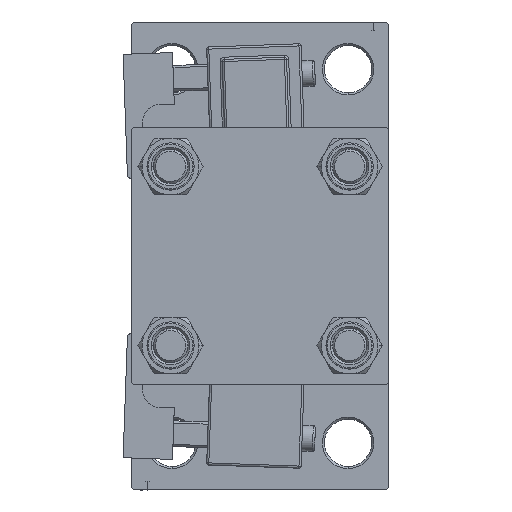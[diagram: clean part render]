
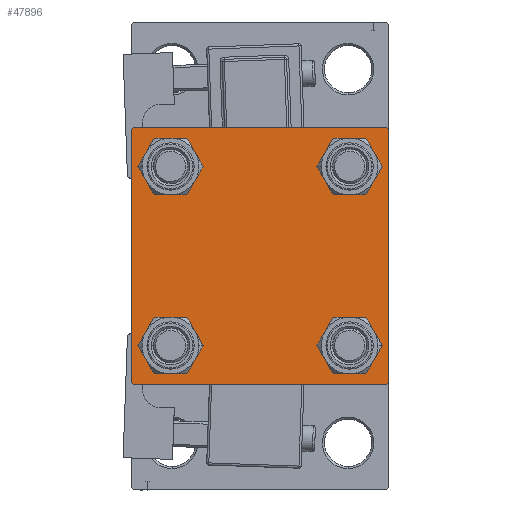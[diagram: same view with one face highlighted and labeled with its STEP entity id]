
A CAD part, left-side view. The second image highlights one B-rep face of the part: STEP entity #47896.
In plain terms, the highlighted planar face has unit normal (-1, 0, 0).
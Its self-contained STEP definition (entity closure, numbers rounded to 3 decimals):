
#418 = DIRECTION ( 'NONE',  ( 1., 0., 0. ) ) ;
#561 = CARTESIAN_POINT ( 'NONE',  ( 0., 20.85, 20.85 ) ) ;
#636 = VERTEX_POINT ( 'NONE', #2762 ) ;
#946 = AXIS2_PLACEMENT_3D ( 'NONE', #40151, #20459, #3751 ) ;
#1863 = EDGE_CURVE ( 'NONE', #9135, #15608, #46480, .T. ) ;
#2193 = DIRECTION ( 'NONE',  ( 0., 0., 1. ) ) ;
#2205 = CARTESIAN_POINT ( 'NONE',  ( 0., 29.5, -30. ) ) ;
#2606 = LINE ( 'NONE', #47789, #23509 ) ;
#2617 = EDGE_CURVE ( 'NONE', #9074, #45902, #24448, .T. ) ;
#2762 = CARTESIAN_POINT ( 'NONE',  ( 0., 29.5, 30. ) ) ;
#3401 = ORIENTED_EDGE ( 'NONE', *, *, #1863, .T. ) ;
#3751 = DIRECTION ( 'NONE',  ( 0., 0., 1. ) ) ;
#4029 = AXIS2_PLACEMENT_3D ( 'NONE', #50655, #46674, #50918 ) ;
#5062 = DIRECTION ( 'NONE',  ( 1., 0., 0. ) ) ;
#5161 = DIRECTION ( 'NONE',  ( 1., 0., 0. ) ) ;
#5444 = VERTEX_POINT ( 'NONE', #50154 ) ;
#6290 = ORIENTED_EDGE ( 'NONE', *, *, #27703, .F. ) ;
#6493 = AXIS2_PLACEMENT_3D ( 'NONE', #28377, #44845, #8465 ) ;
#6819 = ORIENTED_EDGE ( 'NONE', *, *, #37660, .T. ) ;
#6904 = CIRCLE ( 'NONE', #946, 4.5 ) ;
#7119 = DIRECTION ( 'NONE',  ( 0., 0.707, -0.707 ) ) ;
#7330 = ORIENTED_EDGE ( 'NONE', *, *, #7465, .T. ) ;
#7465 = EDGE_CURVE ( 'NONE', #25760, #10061, #47228, .T. ) ;
#8333 = ORIENTED_EDGE ( 'NONE', *, *, #17304, .T. ) ;
#8465 = DIRECTION ( 'NONE',  ( 0., 0., 1. ) ) ;
#9074 = VERTEX_POINT ( 'NONE', #9591 ) ;
#9135 = VERTEX_POINT ( 'NONE', #39474 ) ;
#9591 = CARTESIAN_POINT ( 'NONE',  ( 0., -20.85, 16.35 ) ) ;
#10061 = VERTEX_POINT ( 'NONE', #43811 ) ;
#10717 = EDGE_CURVE ( 'NONE', #48157, #38126, #12073, .T. ) ;
#11070 = VECTOR ( 'NONE', #14408, 1000. ) ;
#11080 = LINE ( 'NONE', #39771, #50744 ) ;
#11235 = AXIS2_PLACEMENT_3D ( 'NONE', #20601, #418, #30085 ) ;
#11616 = FACE_BOUND ( 'NONE', #26525, .T. ) ;
#12073 = CIRCLE ( 'NONE', #11235, 4.5 ) ;
#12999 = ORIENTED_EDGE ( 'NONE', *, *, #20776, .T. ) ;
#13514 = CARTESIAN_POINT ( 'NONE',  ( 0., 20.85, 25.35 ) ) ;
#13642 = CARTESIAN_POINT ( 'NONE',  ( 0., -20.85, 20.85 ) ) ;
#13717 = CARTESIAN_POINT ( 'NONE',  ( 0., 20.85, -25.35 ) ) ;
#14117 = VECTOR ( 'NONE', #34645, 1000. ) ;
#14276 = DIRECTION ( 'NONE',  ( 0., 0.707, 0.707 ) ) ;
#14408 = DIRECTION ( 'NONE',  ( 0., -0.707, 0.707 ) ) ;
#15105 = ORIENTED_EDGE ( 'NONE', *, *, #40341, .T. ) ;
#15608 = VERTEX_POINT ( 'NONE', #25657 ) ;
#15965 = ORIENTED_EDGE ( 'NONE', *, *, #45771, .T. ) ;
#16127 = CARTESIAN_POINT ( 'NONE',  ( 0., 0., 0. ) ) ;
#16366 = VERTEX_POINT ( 'NONE', #13514 ) ;
#17022 = AXIS2_PLACEMENT_3D ( 'NONE', #16127, #27824, #48303 ) ;
#17304 = EDGE_CURVE ( 'NONE', #16366, #5444, #30038, .T. ) ;
#18167 = LINE ( 'NONE', #25639, #14117 ) ;
#19041 = VERTEX_POINT ( 'NONE', #19511 ) ;
#19511 = CARTESIAN_POINT ( 'NONE',  ( 0., -30., -29.5 ) ) ;
#19568 = FACE_BOUND ( 'NONE', #28949, .T. ) ;
#20452 = CARTESIAN_POINT ( 'NONE',  ( 0., -20.85, -20.85 ) ) ;
#20459 = DIRECTION ( 'NONE',  ( 1., 0., 0. ) ) ;
#20601 = CARTESIAN_POINT ( 'NONE',  ( 0., 20.85, -20.85 ) ) ;
#20708 = DIRECTION ( 'NONE',  ( 0., 0., 1. ) ) ;
#20776 = EDGE_CURVE ( 'NONE', #30730, #41832, #26666, .T. ) ;
#20830 = CARTESIAN_POINT ( 'NONE',  ( 0., 30., 30. ) ) ;
#21623 = LINE ( 'NONE', #20830, #36260 ) ;
#21913 = AXIS2_PLACEMENT_3D ( 'NONE', #13642, #5161, #2193 ) ;
#22430 = ORIENTED_EDGE ( 'NONE', *, *, #38735, .T. ) ;
#22625 = DIRECTION ( 'NONE',  ( 0., 0., 1. ) ) ;
#23509 = VECTOR ( 'NONE', #46743, 1000. ) ;
#23732 = VECTOR ( 'NONE', #32566, 1000. ) ;
#23828 = ORIENTED_EDGE ( 'NONE', *, *, #2617, .T. ) ;
#23833 = FACE_BOUND ( 'NONE', #40437, .T. ) ;
#24448 = CIRCLE ( 'NONE', #21913, 4.5 ) ;
#24714 = AXIS2_PLACEMENT_3D ( 'NONE', #20452, #5062, #20708 ) ;
#24737 = DIRECTION ( 'NONE',  ( 1., 0., 0. ) ) ;
#25155 = ORIENTED_EDGE ( 'NONE', *, *, #48726, .T. ) ;
#25639 = CARTESIAN_POINT ( 'NONE',  ( 0., -30., 30. ) ) ;
#25657 = CARTESIAN_POINT ( 'NONE',  ( 0., -20.85, -16.35 ) ) ;
#25760 = VERTEX_POINT ( 'NONE', #42363 ) ;
#26525 = EDGE_LOOP ( 'NONE', ( #25155, #3401 ) ) ;
#26666 = LINE ( 'NONE', #46115, #27607 ) ;
#26800 = CIRCLE ( 'NONE', #6493, 4.5 ) ;
#27279 = ORIENTED_EDGE ( 'NONE', *, *, #10717, .T. ) ;
#27607 = VECTOR ( 'NONE', #33872, 1000. ) ;
#27703 = EDGE_CURVE ( 'NONE', #25760, #19041, #18167, .T. ) ;
#27824 = DIRECTION ( 'NONE',  ( -1., 0., 0. ) ) ;
#28170 = EDGE_CURVE ( 'NONE', #636, #10061, #21623, .T. ) ;
#28315 = CARTESIAN_POINT ( 'NONE',  ( 0., 20.85, -16.35 ) ) ;
#28377 = CARTESIAN_POINT ( 'NONE',  ( 0., 20.85, 20.85 ) ) ;
#28854 = CARTESIAN_POINT ( 'NONE',  ( 0., 30., 30. ) ) ;
#28949 = EDGE_LOOP ( 'NONE', ( #8333, #22430 ) ) ;
#28997 = DIRECTION ( 'NONE',  ( 0., 0., 1. ) ) ;
#29206 = EDGE_CURVE ( 'NONE', #636, #49891, #11080, .T. ) ;
#30038 = CIRCLE ( 'NONE', #47850, 4.5 ) ;
#30085 = DIRECTION ( 'NONE',  ( 0., 0., 1. ) ) ;
#30609 = CARTESIAN_POINT ( 'NONE',  ( 0., -20.85, -20.85 ) ) ;
#30730 = VERTEX_POINT ( 'NONE', #2205 ) ;
#32438 = ORIENTED_EDGE ( 'NONE', *, *, #51655, .T. ) ;
#32566 = DIRECTION ( 'NONE',  ( 0., 0., -1. ) ) ;
#33075 = DIRECTION ( 'NONE',  ( 0., -1., 0. ) ) ;
#33872 = DIRECTION ( 'NONE',  ( 0., -1., 0. ) ) ;
#34116 = ORIENTED_EDGE ( 'NONE', *, *, #47100, .T. ) ;
#34645 = DIRECTION ( 'NONE',  ( 0., 0., -1. ) ) ;
#35533 = FACE_OUTER_BOUND ( 'NONE', #52148, .T. ) ;
#36258 = CARTESIAN_POINT ( 'NONE',  ( 0., 30., -29.5 ) ) ;
#36260 = VECTOR ( 'NONE', #33075, 1000. ) ;
#36318 = ORIENTED_EDGE ( 'NONE', *, *, #29206, .T. ) ;
#36365 = CARTESIAN_POINT ( 'NONE',  ( 0., 30., 29.5 ) ) ;
#37332 = ORIENTED_EDGE ( 'NONE', *, *, #28170, .F. ) ;
#37350 = CARTESIAN_POINT ( 'NONE',  ( 0., -20.85, 25.35 ) ) ;
#37660 = EDGE_CURVE ( 'NONE', #45469, #30730, #2606, .T. ) ;
#38126 = VERTEX_POINT ( 'NONE', #28315 ) ;
#38735 = EDGE_CURVE ( 'NONE', #5444, #16366, #26800, .T. ) ;
#39474 = CARTESIAN_POINT ( 'NONE',  ( 0., -20.85, -25.35 ) ) ;
#39771 = CARTESIAN_POINT ( 'NONE',  ( 0., 29.75, 29.75 ) ) ;
#40151 = CARTESIAN_POINT ( 'NONE',  ( 0., -20.85, 20.85 ) ) ;
#40341 = EDGE_CURVE ( 'NONE', #38126, #48157, #51510, .T. ) ;
#40393 = EDGE_LOOP ( 'NONE', ( #32438, #23828 ) ) ;
#40437 = EDGE_LOOP ( 'NONE', ( #15105, #27279 ) ) ;
#41832 = VERTEX_POINT ( 'NONE', #50027 ) ;
#42222 = AXIS2_PLACEMENT_3D ( 'NONE', #30609, #42833, #22625 ) ;
#42363 = CARTESIAN_POINT ( 'NONE',  ( 0., -30., 29.5 ) ) ;
#42587 = CARTESIAN_POINT ( 'NONE',  ( 0., -29.75, -29.75 ) ) ;
#42833 = DIRECTION ( 'NONE',  ( 1., 0., 0. ) ) ;
#43811 = CARTESIAN_POINT ( 'NONE',  ( 0., -29.5, 30. ) ) ;
#44845 = DIRECTION ( 'NONE',  ( 1., 0., 0. ) ) ;
#45469 = VERTEX_POINT ( 'NONE', #36258 ) ;
#45771 = EDGE_CURVE ( 'NONE', #49891, #45469, #48543, .T. ) ;
#45902 = VERTEX_POINT ( 'NONE', #37350 ) ;
#46115 = CARTESIAN_POINT ( 'NONE',  ( 0., 30., -30. ) ) ;
#46480 = CIRCLE ( 'NONE', #42222, 4.5 ) ;
#46674 = DIRECTION ( 'NONE',  ( 1., 0., 0. ) ) ;
#46743 = DIRECTION ( 'NONE',  ( 0., -0.707, -0.707 ) ) ;
#47100 = EDGE_CURVE ( 'NONE', #41832, #19041, #51088, .T. ) ;
#47228 = LINE ( 'NONE', #50698, #49171 ) ;
#47789 = CARTESIAN_POINT ( 'NONE',  ( 0., 29.75, -29.75 ) ) ;
#47850 = AXIS2_PLACEMENT_3D ( 'NONE', #561, #24737, #28997 ) ;
#47896 = ADVANCED_FACE ( 'NONE', ( #52554, #11616, #23833, #19568, #35533 ), #51753, .T. ) ;
#48157 = VERTEX_POINT ( 'NONE', #13717 ) ;
#48303 = DIRECTION ( 'NONE',  ( 0., 0., 1. ) ) ;
#48543 = LINE ( 'NONE', #28854, #23732 ) ;
#48726 = EDGE_CURVE ( 'NONE', #15608, #9135, #49329, .T. ) ;
#49171 = VECTOR ( 'NONE', #14276, 1000. ) ;
#49329 = CIRCLE ( 'NONE', #24714, 4.5 ) ;
#49891 = VERTEX_POINT ( 'NONE', #36365 ) ;
#50027 = CARTESIAN_POINT ( 'NONE',  ( 0., -29.5, -30. ) ) ;
#50154 = CARTESIAN_POINT ( 'NONE',  ( 0., 20.85, 16.35 ) ) ;
#50655 = CARTESIAN_POINT ( 'NONE',  ( 0., 20.85, -20.85 ) ) ;
#50698 = CARTESIAN_POINT ( 'NONE',  ( 0., -29.75, 29.75 ) ) ;
#50744 = VECTOR ( 'NONE', #7119, 1000. ) ;
#50918 = DIRECTION ( 'NONE',  ( 0., 0., 1. ) ) ;
#51088 = LINE ( 'NONE', #42587, #11070 ) ;
#51510 = CIRCLE ( 'NONE', #4029, 4.5 ) ;
#51655 = EDGE_CURVE ( 'NONE', #45902, #9074, #6904, .T. ) ;
#51753 = PLANE ( 'NONE',  #17022 ) ;
#52148 = EDGE_LOOP ( 'NONE', ( #15965, #6819, #12999, #34116, #6290, #7330, #37332, #36318 ) ) ;
#52554 = FACE_BOUND ( 'NONE', #40393, .T. ) ;
